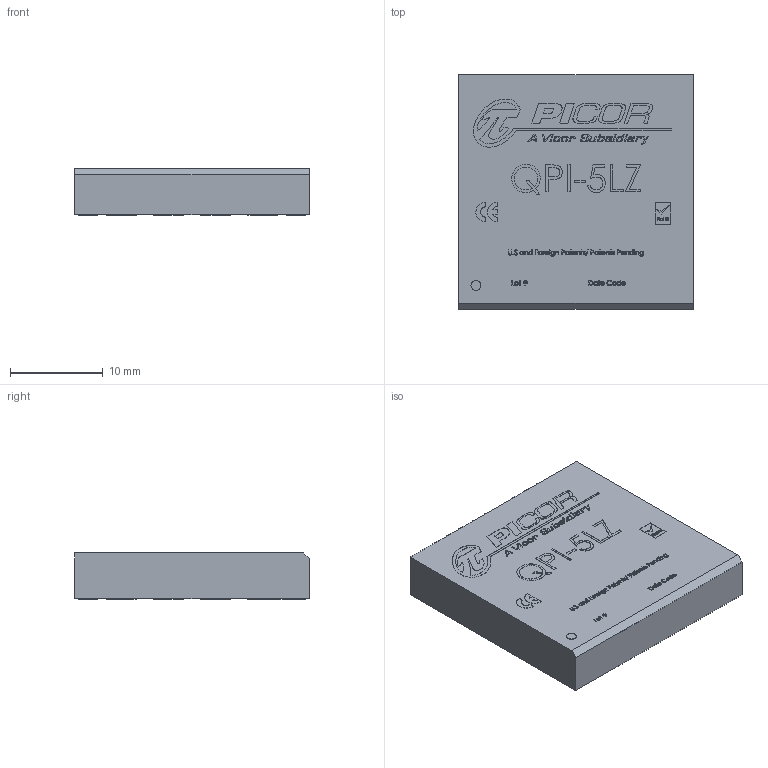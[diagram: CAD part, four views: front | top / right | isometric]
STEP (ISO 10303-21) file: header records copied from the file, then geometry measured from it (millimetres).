
FILE_DESCRIPTION (( 'STEP AP214' ), '1' );
FILE_NAME ('QPI-5LZ.STEP', '2015-02-26T13:10:01', ( 'VicorUser' ), ( 'Microsoft' ), 'SwSTEP 2.0', 'SolidWorks 2012', '' );
FILE_SCHEMA (( 'AUTOMOTIVE_DESIGN' ));
Length unit declared in the file: inch
Products named in the file (1): QPI-5LZ
Bounding box: 25.3 x 25.3 x 4.98 mm (x, y, z)
Volume: 3166.3 mm3; surface area: 1786.1 mm2
Topology: 1 solids, 1 shells, 1520 faces, 4128 edges, 2752 vertices
Faces by surface type: plane 972, bspline 538, cylinder 10
Entity records: 89096 total; most frequent: CARTESIAN_POINT 34603, ORIENTED_EDGE 8256, DIRECTION 5038, EDGE_CURVE 4128, VECTOR 3032, LINE 3032, VERTEX_POINT 2752, EDGE_LOOP 1662
